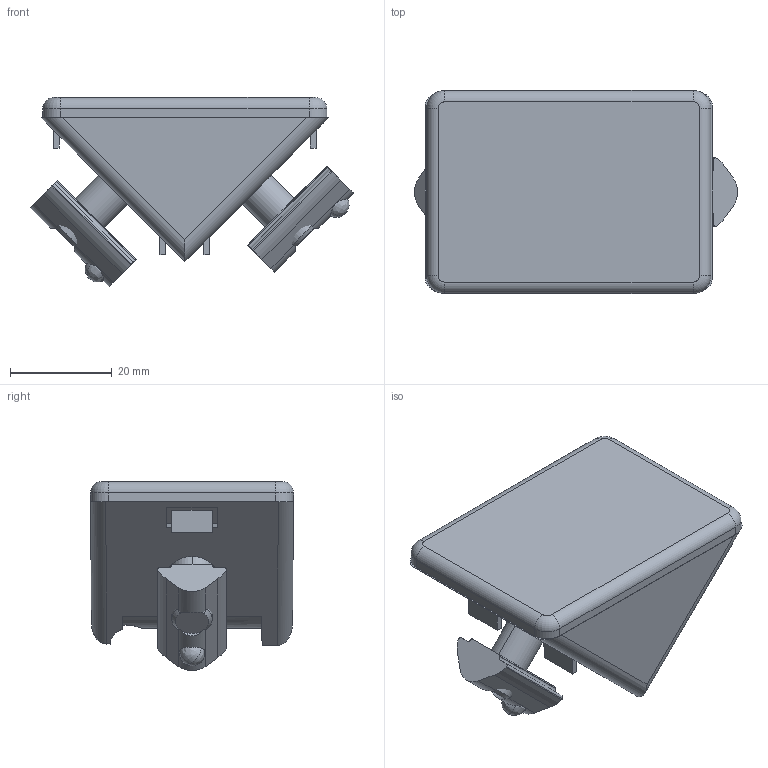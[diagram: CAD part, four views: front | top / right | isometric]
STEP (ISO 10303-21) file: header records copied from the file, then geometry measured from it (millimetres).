
FILE_DESCRIPTION (( 'STEP AP214' ), '1' );
FILE_NAME ('2510.008.001.STEP', '2024-11-04T10:03:09', ( '' ), ( '' ), 'SwSTEP 2.0', 'SolidWorks 2024', '' );
FILE_SCHEMA (( 'AUTOMOTIVE_DESIGN' ));
Length unit declared in the file: millimetre
Products named in the file (5): ISO 7380 - M8 x 16 - 16N_ISO 7380 - M8 x 16 - 16N; SV2102V T-Nut M8 ball type push-in_7000-00256; 7003-00284_7003-00284; 40x40-part-2510.008.001 _Minde-40x40-part; 2510.008.001
Assembly tree (6 placements, depth 2):
  2510.008.001
    40x40-part-2510.008.001 _Minde-40x40-part
    SV2102V T-Nut M8 ball type push-in_7000-00256  x2
    ISO 7380 - M8 x 16 - 16N_ISO 7380 - M8 x 16 - 16N  x2
    7003-00284_7003-00284
Bounding box: 63.69 x 40 x 37.26 mm (x, y, z)
Volume: 10428.3 mm3; surface area: 20239.7 mm2
Topology: 9 solids, 11 shells, 334 faces, 823 edges, 515 vertices
Faces by surface type: plane 154, cylinder 106, cone 28, bspline 25, torus 17, sphere 4
Entity records: 11067 total; most frequent: CARTESIAN_POINT 4714, ORIENTED_EDGE 1324, DIRECTION 1217, EDGE_CURVE 663, VERTEX_POINT 424, AXIS2_PLACEMENT_3D 422, VECTOR 373, LINE 373
